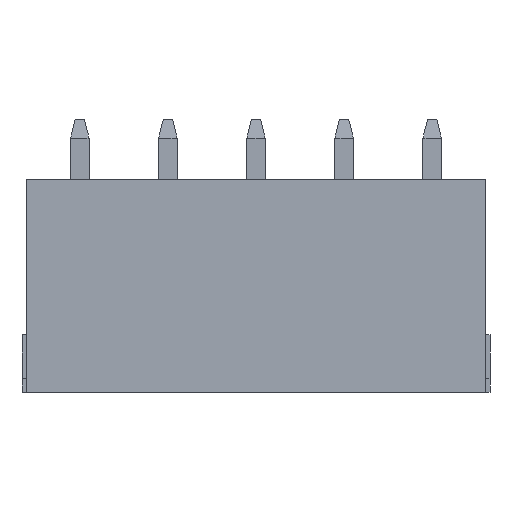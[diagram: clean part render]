
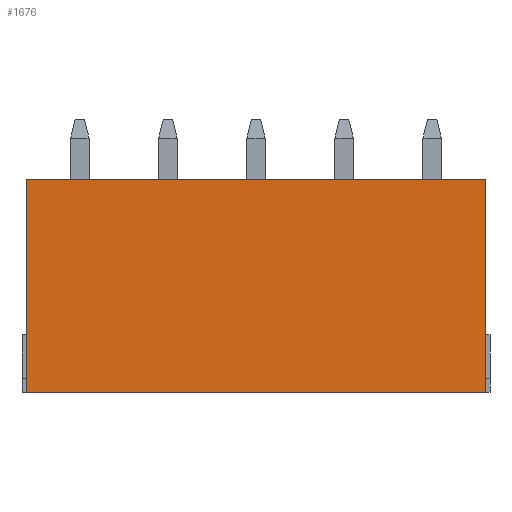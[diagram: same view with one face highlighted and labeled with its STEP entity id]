
A CAD part, front view. The second image highlights one B-rep face of the part: STEP entity #1676.
In plain terms, the highlighted free-form (B-spline) face has degree [1, 1] with [2, 2] control points.
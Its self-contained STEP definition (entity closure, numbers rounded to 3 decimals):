
#121=CARTESIAN_POINT('',(2.3,-4.,0.));
#122=VERTEX_POINT('',#121);
#128=CARTESIAN_POINT('',(2.3,-4.,-9.2));
#129=VERTEX_POINT('',#128);
#130=CARTESIAN_POINT('',(2.3,-4.,0.));
#131=CARTESIAN_POINT('',(2.3,-4.,-9.2));
#132=B_SPLINE_CURVE_WITH_KNOTS('',1,(#130,#131),.POLYLINE_FORM.,.F.,.U.,(2,2),(0.,1.),.UNSPECIFIED.);
#133=EDGE_CURVE('',#122,#129,#132,.T.);
#293=CARTESIAN_POINT('',(-17.54,-4.,-9.2));
#294=VERTEX_POINT('',#293);
#295=CARTESIAN_POINT('',(2.3,-4.,-9.2));
#296=CARTESIAN_POINT('',(-17.54,-4.,-9.2));
#297=B_SPLINE_CURVE_WITH_KNOTS('',1,(#295,#296),.POLYLINE_FORM.,.F.,.U.,(2,2),(0.,1.),.UNSPECIFIED.);
#298=EDGE_CURVE('',#129,#294,#297,.T.);
#1271=CARTESIAN_POINT('',(-17.54,-4.,0.));
#1272=VERTEX_POINT('',#1271);
#1278=CARTESIAN_POINT('',(-17.54,-4.,0.));
#1279=CARTESIAN_POINT('',(2.3,-4.,0.));
#1280=B_SPLINE_CURVE_WITH_KNOTS('',1,(#1278,#1279),.POLYLINE_FORM.,.F.,.U.,(2,2),(0.,1.),.UNSPECIFIED.);
#1281=EDGE_CURVE('',#1272,#122,#1280,.T.);
#1661=CARTESIAN_POINT('',(-18.555,-4.,6.335));
#1662=CARTESIAN_POINT('',(3.315,-4.,6.335));
#1663=CARTESIAN_POINT('',(-18.555,-4.,-15.535));
#1664=CARTESIAN_POINT('',(3.315,-4.,-15.535));
#1665=B_SPLINE_SURFACE_WITH_KNOTS('',1,1,((#1661,#1662),(#1663,#1664)),.PLANE_SURF.,.F.,.F.,.U.,(2,2),(2,2),(0.,1.),(0.,1.),.UNSPECIFIED.);
#1666=ORIENTED_EDGE('',*,*,#133,.F.);
#1667=ORIENTED_EDGE('',*,*,#1281,.F.);
#1668=CARTESIAN_POINT('',(-17.54,-4.,0.));
#1669=CARTESIAN_POINT('',(-17.54,-4.,-9.2));
#1670=B_SPLINE_CURVE_WITH_KNOTS('',1,(#1668,#1669),.POLYLINE_FORM.,.F.,.U.,(2,2),(0.,1.),.UNSPECIFIED.);
#1671=EDGE_CURVE('',#1272,#294,#1670,.T.);
#1672=ORIENTED_EDGE('',*,*,#1671,.T.);
#1673=ORIENTED_EDGE('',*,*,#298,.F.);
#1674=EDGE_LOOP('',(#1666,#1667,#1672,#1673));
#1675=FACE_OUTER_BOUND('',#1674,.T.);
#1676=ADVANCED_FACE('',(#1675),#1665,.T.);
